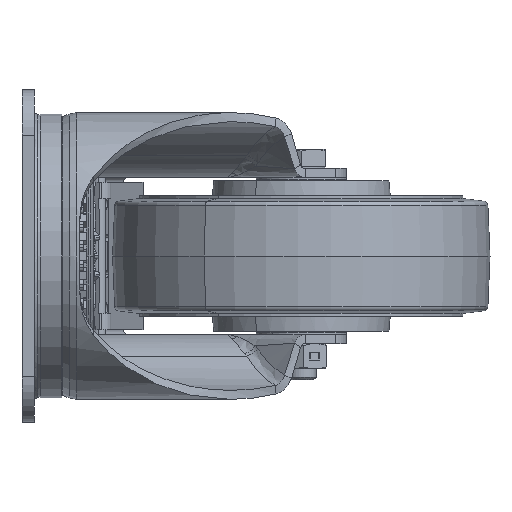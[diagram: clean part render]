
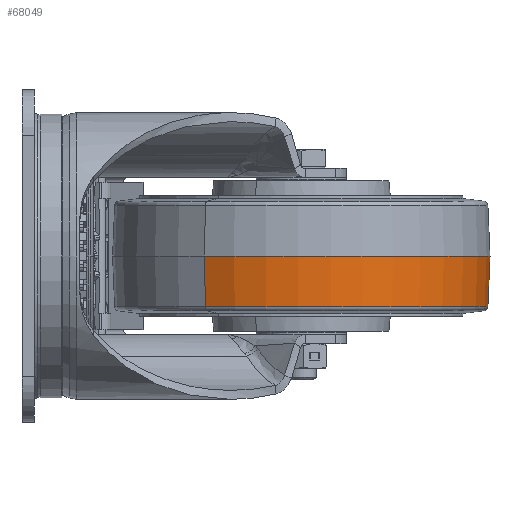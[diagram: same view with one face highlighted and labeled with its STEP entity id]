
A CAD part, left-side view. The second image highlights one B-rep face of the part: STEP entity #68049.
In plain terms, the highlighted conical face has half-angle 2.386 degrees and reference radius 62.5 mm.
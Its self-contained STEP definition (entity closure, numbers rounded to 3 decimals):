
#1368 = CARTESIAN_POINT ( 'NONE',  ( 98.625, -124.602, 0. ) ) ;
#1757 = CARTESIAN_POINT ( 'NONE',  ( 45., -92.5, 0. ) ) ;
#3262 = CARTESIAN_POINT ( 'NONE',  ( 45., -92.5, -16.727 ) ) ;
#4082 = VECTOR ( 'NONE', #60141, 1000. ) ;
#5816 = FACE_OUTER_BOUND ( 'NONE', #57921, .T. ) ;
#7345 = DIRECTION ( 'NONE',  ( 0.036, -0.021, 0.999 ) ) ;
#8296 = EDGE_CURVE ( 'NONE', #68056, #17864, #69865, .T. ) ;
#9242 = DIRECTION ( 'NONE',  ( 0.858, -0.514, 0. ) ) ;
#11194 = VECTOR ( 'NONE', #7345, 1000. ) ;
#11431 = EDGE_CURVE ( 'NONE', #74805, #68056, #74532, .T. ) ;
#12999 = VERTEX_POINT ( 'NONE', #60567 ) ;
#13056 = ORIENTED_EDGE ( 'NONE', *, *, #8296, .T. ) ;
#17864 = VERTEX_POINT ( 'NONE', #53126 ) ;
#25090 = CARTESIAN_POINT ( 'NONE',  ( 45., -92.5, 0. ) ) ;
#29742 = ORIENTED_EDGE ( 'NONE', *, *, #46018, .T. ) ;
#29959 = CONICAL_SURFACE ( 'NONE', #75113, 62.5, 0.042 ) ;
#30210 = CARTESIAN_POINT ( 'NONE',  ( -8.625, -60.398, 0. ) ) ;
#31114 = DIRECTION ( 'NONE',  ( 0.858, -0.514, 0. ) ) ;
#31149 = AXIS2_PLACEMENT_3D ( 'NONE', #25090, #66722, #31114 ) ;
#31868 = ORIENTED_EDGE ( 'NONE', *, *, #54794, .F. ) ;
#38162 = CARTESIAN_POINT ( 'NONE',  ( 98.625, -124.602, 0. ) ) ;
#44961 = DIRECTION ( 'NONE',  ( 0., 0., 1. ) ) ;
#46018 = EDGE_CURVE ( 'NONE', #12999, #74805, #73528, .T. ) ;
#53126 = CARTESIAN_POINT ( 'NONE',  ( -8.625, -60.398, 0. ) ) ;
#54794 = EDGE_CURVE ( 'NONE', #12999, #17864, #67347, .T. ) ;
#57921 = EDGE_LOOP ( 'NONE', ( #29742, #58932, #13056, #31868 ) ) ;
#58932 = ORIENTED_EDGE ( 'NONE', *, *, #11431, .T. ) ;
#59154 = CARTESIAN_POINT ( 'NONE',  ( 98.027, -124.244, -16.727 ) ) ;
#60141 = DIRECTION ( 'NONE',  ( -0.036, 0.021, 0.999 ) ) ;
#60567 = CARTESIAN_POINT ( 'NONE',  ( -8.027, -60.756, -16.727 ) ) ;
#66722 = DIRECTION ( 'NONE',  ( 0., 0., -1. ) ) ;
#67347 = LINE ( 'NONE', #30210, #4082 ) ;
#67795 = DIRECTION ( 'NONE',  ( -0.858, 0.514, 0. ) ) ;
#68049 = ADVANCED_FACE ( 'NONE', ( #5816 ), #29959, .T. ) ;
#68056 = VERTEX_POINT ( 'NONE', #38162 ) ;
#69865 = CIRCLE ( 'NONE', #31149, 62.5 ) ;
#71921 = AXIS2_PLACEMENT_3D ( 'NONE', #3262, #44961, #9242 ) ;
#73528 = CIRCLE ( 'NONE', #71921, 61.803 ) ;
#73594 = DIRECTION ( 'NONE',  ( 0., 0., 1. ) ) ;
#74532 = LINE ( 'NONE', #1368, #11194 ) ;
#74805 = VERTEX_POINT ( 'NONE', #59154 ) ;
#75113 = AXIS2_PLACEMENT_3D ( 'NONE', #1757, #73594, #67795 ) ;
